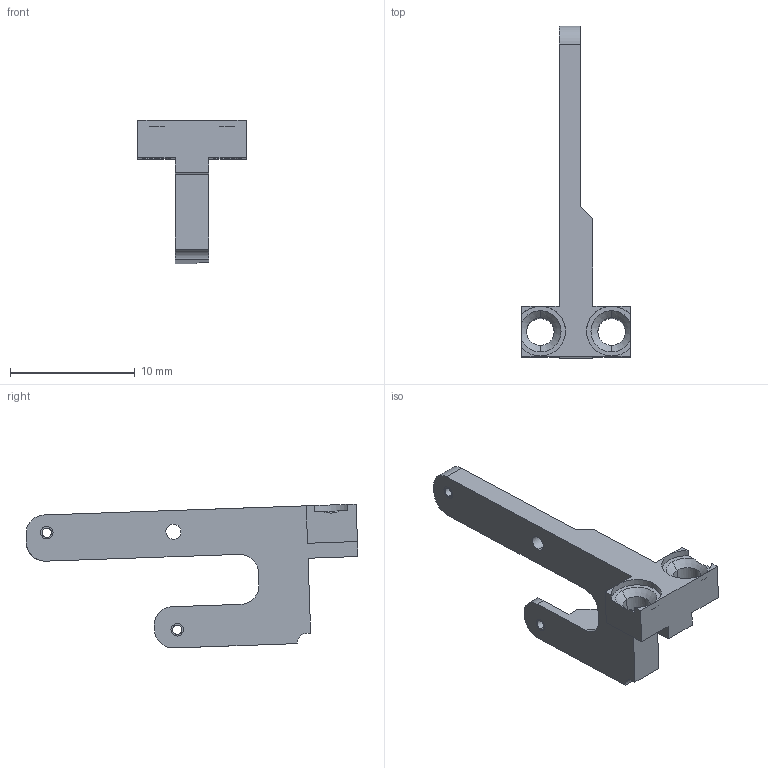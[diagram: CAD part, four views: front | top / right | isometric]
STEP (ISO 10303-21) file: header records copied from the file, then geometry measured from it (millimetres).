
FILE_DESCRIPTION((''),'2;1');
FILE_NAME('RC_IIT_010_P_070','2021-10-19T14:05:30',('silo-mech'),(''),'CREO PARAMETRIC BY PTC INC, 2020454','CREO PARAMETRIC BY PTC INC, 2020454','');
FILE_SCHEMA(('CONFIG_CONTROL_DESIGN'));
Length unit declared in the file: millimetre
Products named in the file (1): RC_IIT_010_P_070
Bounding box: 8.7 x 26.58 x 11.52 mm (x, y, z)
Volume: 362.6 mm3; surface area: 627.1 mm2
Topology: 1 solids, 3 shells, 66 faces, 188 edges, 122 vertices
Faces by surface type: plane 34, cylinder 28, cone 4
Entity records: 2231 total; most frequent: CARTESIAN_POINT 403, DIRECTION 380, ORIENTED_EDGE 368, EDGE_CURVE 188, AXIS2_PLACEMENT_3D 131, VERTEX_POINT 122, VECTOR 118, LINE 118
